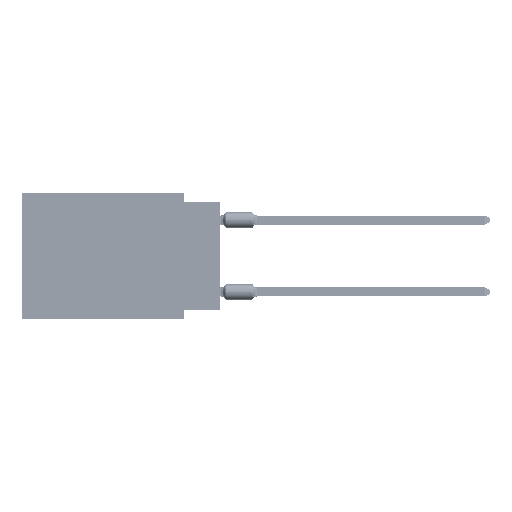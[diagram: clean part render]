
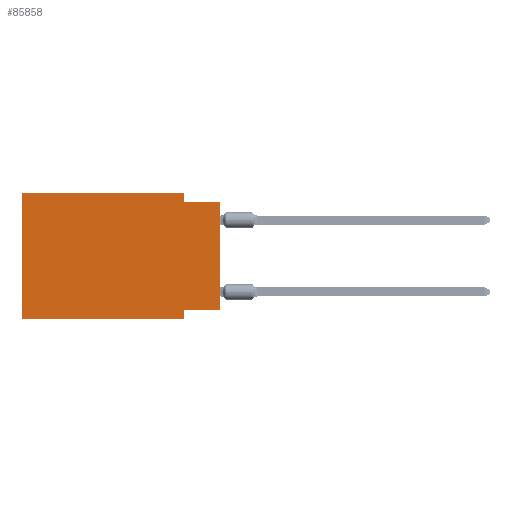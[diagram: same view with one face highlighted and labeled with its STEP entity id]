
A CAD part, left-side view. The second image highlights one B-rep face of the part: STEP entity #85858.
In plain terms, the highlighted planar face has unit normal (-1, 0, 0).
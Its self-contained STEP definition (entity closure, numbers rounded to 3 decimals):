
#547 = EDGE_CURVE ( 'NONE', #1502, #64782, #55770, .T. ) ;
#1502 = VERTEX_POINT ( 'NONE', #72593 ) ;
#2260 = LINE ( 'NONE', #31237, #61368 ) ;
#2437 = ORIENTED_EDGE ( 'NONE', *, *, #24449, .F. ) ;
#3005 = VERTEX_POINT ( 'NONE', #35989 ) ;
#3227 = EDGE_CURVE ( 'NONE', #82794, #3005, #51606, .T. ) ;
#4374 = EDGE_LOOP ( 'NONE', ( #58434, #2437, #21982, #18391, #71955, #68177, #85545, #15792 ) ) ;
#7294 = CARTESIAN_POINT ( 'NONE',  ( 0., 13.97, 0. ) ) ;
#8287 = LINE ( 'NONE', #50532, #56583 ) ;
#8357 = DIRECTION ( 'NONE',  ( 1., 0., 0. ) ) ;
#8681 = LINE ( 'NONE', #7294, #66787 ) ;
#10399 = VECTOR ( 'NONE', #18823, 1000. ) ;
#13097 = CARTESIAN_POINT ( 'NONE',  ( 0., 0., -8.255 ) ) ;
#13605 = EDGE_CURVE ( 'NONE', #54507, #1502, #8681, .T. ) ;
#15792 = ORIENTED_EDGE ( 'NONE', *, *, #73823, .F. ) ;
#18391 = ORIENTED_EDGE ( 'NONE', *, *, #13605, .F. ) ;
#18823 = DIRECTION ( 'NONE',  ( 0., -1., 0. ) ) ;
#21534 = LINE ( 'NONE', #36696, #10399 ) ;
#21982 = ORIENTED_EDGE ( 'NONE', *, *, #547, .F. ) ;
#23211 = VECTOR ( 'NONE', #85706, 1000. ) ;
#24449 = EDGE_CURVE ( 'NONE', #64782, #67509, #21534, .T. ) ;
#26933 = DIRECTION ( 'NONE',  ( 0., 1., 0. ) ) ;
#31237 = CARTESIAN_POINT ( 'NONE',  ( 0., 0., 0. ) ) ;
#35989 = CARTESIAN_POINT ( 'NONE',  ( 0., 2.54, -8.89 ) ) ;
#36220 = EDGE_CURVE ( 'NONE', #68547, #67509, #2260, .T. ) ;
#36696 = CARTESIAN_POINT ( 'NONE',  ( 0., 0., -0.635 ) ) ;
#38241 = FACE_OUTER_BOUND ( 'NONE', #4374, .T. ) ;
#38733 = CARTESIAN_POINT ( 'NONE',  ( 0., 13.97, -8.89 ) ) ;
#42506 = CARTESIAN_POINT ( 'NONE',  ( 0., 2.54, 0. ) ) ;
#42583 = CARTESIAN_POINT ( 'NONE',  ( 0., 0., -8.255 ) ) ;
#43983 = AXIS2_PLACEMENT_3D ( 'NONE', #67181, #8357, #60531 ) ;
#49158 = LINE ( 'NONE', #85724, #88911 ) ;
#49325 = CARTESIAN_POINT ( 'NONE',  ( 0., 13.97, 0. ) ) ;
#50532 = CARTESIAN_POINT ( 'NONE',  ( 0., 13.97, 0. ) ) ;
#51606 = LINE ( 'NONE', #66299, #79437 ) ;
#52492 = VERTEX_POINT ( 'NONE', #92292 ) ;
#54081 = VECTOR ( 'NONE', #26933, 1000. ) ;
#54507 = VERTEX_POINT ( 'NONE', #49325 ) ;
#55770 = LINE ( 'NONE', #42506, #23211 ) ;
#56583 = VECTOR ( 'NONE', #59069, 1000. ) ;
#56852 = CARTESIAN_POINT ( 'NONE',  ( 0., 0., -0.635 ) ) ;
#58434 = ORIENTED_EDGE ( 'NONE', *, *, #36220, .T. ) ;
#59069 = DIRECTION ( 'NONE',  ( 0., 0., 1. ) ) ;
#60531 = DIRECTION ( 'NONE',  ( 0., 0., -1. ) ) ;
#61368 = VECTOR ( 'NONE', #80608, 1000. ) ;
#63381 = DIRECTION ( 'NONE',  ( 0., 0., -1. ) ) ;
#64782 = VERTEX_POINT ( 'NONE', #74808 ) ;
#65169 = DIRECTION ( 'NONE',  ( 0., -1., 0. ) ) ;
#66299 = CARTESIAN_POINT ( 'NONE',  ( 0., 13.97, -8.89 ) ) ;
#66787 = VECTOR ( 'NONE', #65169, 1000. ) ;
#67181 = CARTESIAN_POINT ( 'NONE',  ( 0., 13.97, 0. ) ) ;
#67509 = VERTEX_POINT ( 'NONE', #56852 ) ;
#68177 = ORIENTED_EDGE ( 'NONE', *, *, #3227, .T. ) ;
#68547 = VERTEX_POINT ( 'NONE', #13097 ) ;
#68710 = EDGE_CURVE ( 'NONE', #82794, #54507, #8287, .T. ) ;
#71955 = ORIENTED_EDGE ( 'NONE', *, *, #68710, .F. ) ;
#72593 = CARTESIAN_POINT ( 'NONE',  ( 0., 2.54, 0. ) ) ;
#73823 = EDGE_CURVE ( 'NONE', #68547, #52492, #79570, .T. ) ;
#74808 = CARTESIAN_POINT ( 'NONE',  ( 0., 2.54, -0.635 ) ) ;
#79437 = VECTOR ( 'NONE', #79628, 1000. ) ;
#79570 = LINE ( 'NONE', #42583, #54081 ) ;
#79628 = DIRECTION ( 'NONE',  ( 0., -1., 0. ) ) ;
#80608 = DIRECTION ( 'NONE',  ( 0., 0., 1. ) ) ;
#81769 = EDGE_CURVE ( 'NONE', #52492, #3005, #49158, .T. ) ;
#82794 = VERTEX_POINT ( 'NONE', #38733 ) ;
#82853 = PLANE ( 'NONE',  #43983 ) ;
#85545 = ORIENTED_EDGE ( 'NONE', *, *, #81769, .F. ) ;
#85706 = DIRECTION ( 'NONE',  ( 0., 0., -1. ) ) ;
#85724 = CARTESIAN_POINT ( 'NONE',  ( 0., 2.54, -8.89 ) ) ;
#85858 = ADVANCED_FACE ( 'NONE', ( #38241 ), #82853, .F. ) ;
#88911 = VECTOR ( 'NONE', #63381, 1000. ) ;
#92292 = CARTESIAN_POINT ( 'NONE',  ( 0., 2.54, -8.255 ) ) ;
